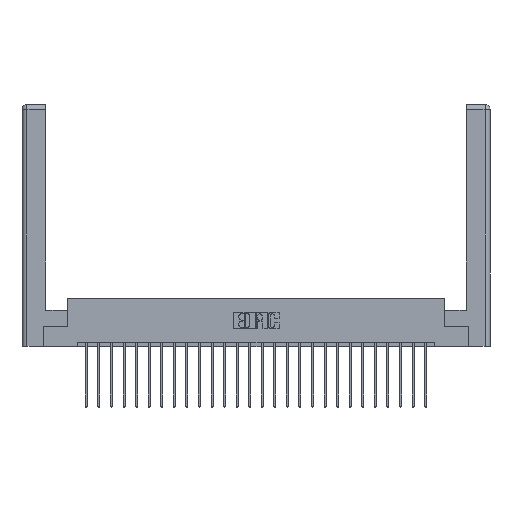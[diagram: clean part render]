
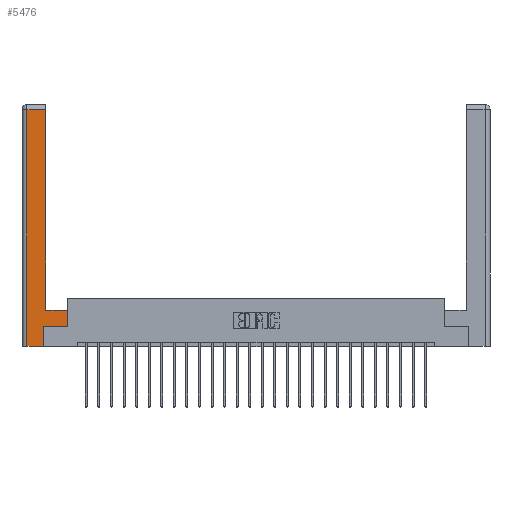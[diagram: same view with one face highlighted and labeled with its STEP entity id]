
A CAD part, top view. The second image highlights one B-rep face of the part: STEP entity #5476.
In plain terms, the highlighted planar face has unit normal (0, 0, 1).
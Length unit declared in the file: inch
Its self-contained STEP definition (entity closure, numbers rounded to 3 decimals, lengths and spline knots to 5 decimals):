
#98 = VERTEX_POINT ( 'NONE', #3050 ) ;
#913 = VECTOR ( 'NONE', #23379, 39.37008 ) ;
#1423 = DIRECTION ( 'NONE',  ( -1., 0., 0. ) ) ;
#1652 = DIRECTION ( 'NONE',  ( 1., 0., 0. ) ) ;
#2125 = DIRECTION ( 'NONE',  ( 0., 1., 0. ) ) ;
#2178 = CARTESIAN_POINT ( 'NONE',  ( 0.565, 0.45, 0. ) ) ;
#2207 = CARTESIAN_POINT ( 'NONE',  ( 0.265, 0.245, 0. ) ) ;
#2636 = LINE ( 'NONE', #18921, #14631 ) ;
#3050 = CARTESIAN_POINT ( 'NONE',  ( 0.265, 0., 0. ) ) ;
#3966 = EDGE_CURVE ( 'NONE', #24319, #13712, #23029, .T. ) ;
#4582 = CARTESIAN_POINT ( 'NONE',  ( 0.265, 0., 0. ) ) ;
#5308 = EDGE_CURVE ( 'NONE', #21134, #23095, #5539, .T. ) ;
#5468 = ORIENTED_EDGE ( 'NONE', *, *, #8167, .T. ) ;
#5476 = ADVANCED_FACE ( 'NONE', ( #9334 ), #7473, .F. ) ;
#5505 = CARTESIAN_POINT ( 'NONE',  ( 0.0615, 2.94, 0. ) ) ;
#5539 = LINE ( 'NONE', #15970, #23572 ) ;
#7473 = PLANE ( 'NONE',  #17689 ) ;
#7510 = ORIENTED_EDGE ( 'NONE', *, *, #20816, .T. ) ;
#7661 = VERTEX_POINT ( 'NONE', #12892 ) ;
#8167 = EDGE_CURVE ( 'NONE', #98, #21134, #24266, .T. ) ;
#8841 = ORIENTED_EDGE ( 'NONE', *, *, #16912, .T. ) ;
#9334 = FACE_OUTER_BOUND ( 'NONE', #15433, .T. ) ;
#9490 = CARTESIAN_POINT ( 'NONE',  ( 0., 0., 0. ) ) ;
#9586 = DIRECTION ( 'NONE',  ( -1., 0., 0. ) ) ;
#9748 = ORIENTED_EDGE ( 'NONE', *, *, #9923, .T. ) ;
#9923 = EDGE_CURVE ( 'NONE', #23095, #7661, #24488, .T. ) ;
#10423 = DIRECTION ( 'NONE',  ( 0., 1., 0. ) ) ;
#10689 = DIRECTION ( 'NONE',  ( 1., 0., 0. ) ) ;
#10848 = EDGE_CURVE ( 'NONE', #15222, #17753, #2636, .T. ) ;
#11656 = LINE ( 'NONE', #5505, #913 ) ;
#11930 = CARTESIAN_POINT ( 'NONE',  ( 0.295, 3., 0. ) ) ;
#12892 = CARTESIAN_POINT ( 'NONE',  ( 0.565, 0.45, 0. ) ) ;
#13253 = CARTESIAN_POINT ( 'NONE',  ( 0.295, 0.45, 0. ) ) ;
#13459 = VECTOR ( 'NONE', #22399, 39.37008 ) ;
#13712 = VERTEX_POINT ( 'NONE', #13788 ) ;
#13788 = CARTESIAN_POINT ( 'NONE',  ( 0.295, 2.94, 0. ) ) ;
#14457 = CARTESIAN_POINT ( 'NONE',  ( 0.565, 0.245, 0. ) ) ;
#14631 = VECTOR ( 'NONE', #16821, 39.37008 ) ;
#15222 = VERTEX_POINT ( 'NONE', #15559 ) ;
#15433 = EDGE_LOOP ( 'NONE', ( #21974, #8841, #17106, #17322, #5468, #15682, #9748, #7510 ) ) ;
#15559 = CARTESIAN_POINT ( 'NONE',  ( 0.0615, 2.94, 0. ) ) ;
#15682 = ORIENTED_EDGE ( 'NONE', *, *, #5308, .T. ) ;
#15970 = CARTESIAN_POINT ( 'NONE',  ( 0.565, 0.245, 0. ) ) ;
#16821 = DIRECTION ( 'NONE',  ( 0., -1., 0. ) ) ;
#16912 = EDGE_CURVE ( 'NONE', #13712, #15222, #11656, .T. ) ;
#17106 = ORIENTED_EDGE ( 'NONE', *, *, #10848, .T. ) ;
#17321 = VECTOR ( 'NONE', #2125, 39.37008 ) ;
#17322 = ORIENTED_EDGE ( 'NONE', *, *, #23212, .T. ) ;
#17689 = AXIS2_PLACEMENT_3D ( 'NONE', #9490, #25680, #9586 ) ;
#17753 = VERTEX_POINT ( 'NONE', #24927 ) ;
#18921 = CARTESIAN_POINT ( 'NONE',  ( 0.0615, 0., 0. ) ) ;
#20060 = LINE ( 'NONE', #13253, #24840 ) ;
#20816 = EDGE_CURVE ( 'NONE', #7661, #24319, #20060, .T. ) ;
#21134 = VERTEX_POINT ( 'NONE', #25964 ) ;
#21872 = LINE ( 'NONE', #4582, #25044 ) ;
#21974 = ORIENTED_EDGE ( 'NONE', *, *, #3966, .T. ) ;
#22305 = VECTOR ( 'NONE', #10423, 39.37008 ) ;
#22399 = DIRECTION ( 'NONE',  ( 0., 1., 0. ) ) ;
#23029 = LINE ( 'NONE', #11930, #17321 ) ;
#23095 = VERTEX_POINT ( 'NONE', #14457 ) ;
#23212 = EDGE_CURVE ( 'NONE', #17753, #98, #21872, .T. ) ;
#23379 = DIRECTION ( 'NONE',  ( -1., 0., 0. ) ) ;
#23572 = VECTOR ( 'NONE', #1652, 39.37008 ) ;
#23954 = CARTESIAN_POINT ( 'NONE',  ( 0.295, 0.45, 0. ) ) ;
#24266 = LINE ( 'NONE', #2207, #13459 ) ;
#24319 = VERTEX_POINT ( 'NONE', #23954 ) ;
#24488 = LINE ( 'NONE', #2178, #22305 ) ;
#24840 = VECTOR ( 'NONE', #1423, 39.37008 ) ;
#24927 = CARTESIAN_POINT ( 'NONE',  ( 0.0615, 0., 0. ) ) ;
#25044 = VECTOR ( 'NONE', #10689, 39.37008 ) ;
#25680 = DIRECTION ( 'NONE',  ( 0., 0., -1. ) ) ;
#25964 = CARTESIAN_POINT ( 'NONE',  ( 0.265, 0.245, 0. ) ) ;
